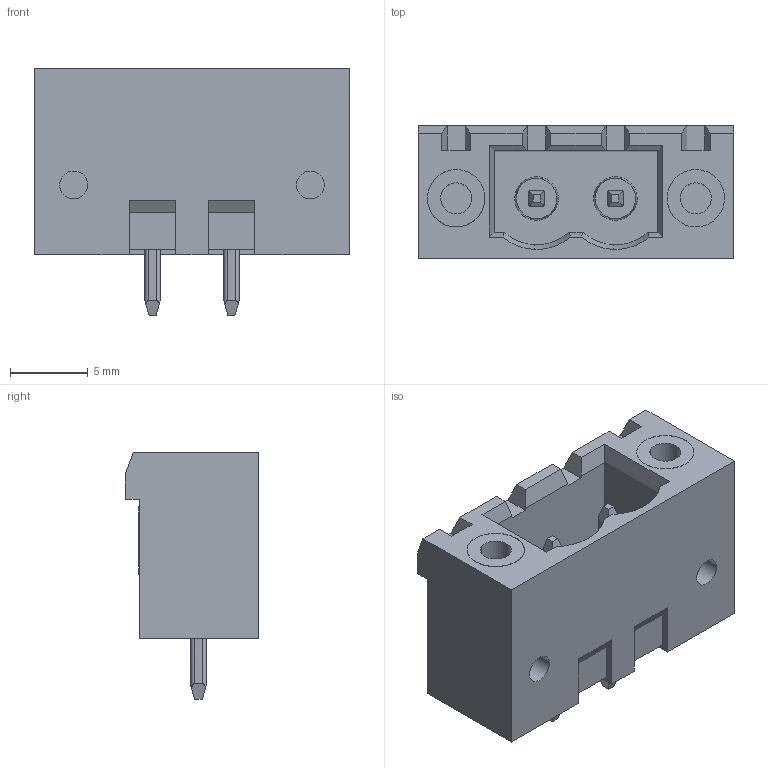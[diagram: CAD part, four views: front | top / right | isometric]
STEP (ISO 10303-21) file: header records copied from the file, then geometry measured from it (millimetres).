
FILE_DESCRIPTION(('STEP AP214'),'1');
FILE_NAME('cctmp_997E4758-589C-4BC9-ABEA-9267F39E970B_2023_02_06_09_07_58_0476_8956..stp','2023-02-06T09:07:58',('PHOENIX CONTACT Deutschland GmbH'),('CADClick - www.CADClick.com'),'Spatial InterOp 3D',' ','unknown authorization');
FILE_SCHEMA(('AUTOMOTIVE_DESIGN'));
Length unit declared in the file: millimetre
Products named in the file (6): 2023_02_06_09_07_58_0226; 2023_02_06_09_07_58_0476; 2023_02_06_09_07_58_0460; 2023_02_06_09_07_58_0445; 2023_02_06_09_07_58_0429; 2023_02_06_09_07_58_0398
Assembly tree (5 placements, depth 2):
  2023_02_06_09_07_58_0226
    2023_02_06_09_07_58_0476
    2023_02_06_09_07_58_0460
    2023_02_06_09_07_58_0445
    2023_02_06_09_07_58_0429
    2023_02_06_09_07_58_0398
Bounding box: 20.32 x 8.57 x 15.9 mm (x, y, z)
Volume: 1310.2 mm3; surface area: 1942.1 mm2
Topology: 5 solids, 5 shells, 507 faces, 1425 edges, 946 vertices
Faces by surface type: plane 377, cylinder 114, cone 12, sphere 4
Entity records: 32395 total; most frequent: CARTESIAN_POINT 4100, ORIENTED_EDGE 2842, STYLED_ITEM 2681, PRESENTATION_STYLE_ASSIGNMENT 2681, COLOUR_RGB 2681, DIRECTION 2623, EDGE_CURVE 1421, CURVE_STYLE 1351
